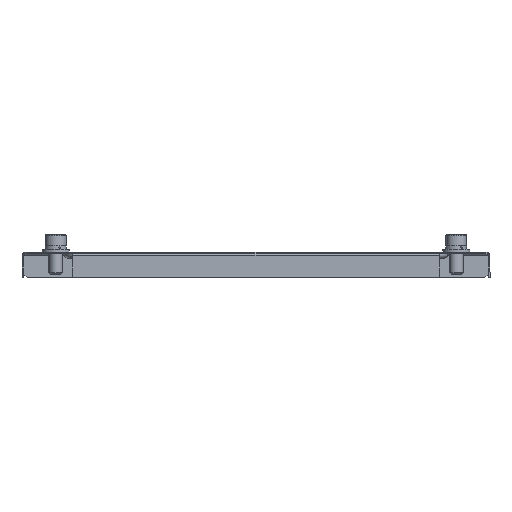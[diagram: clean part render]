
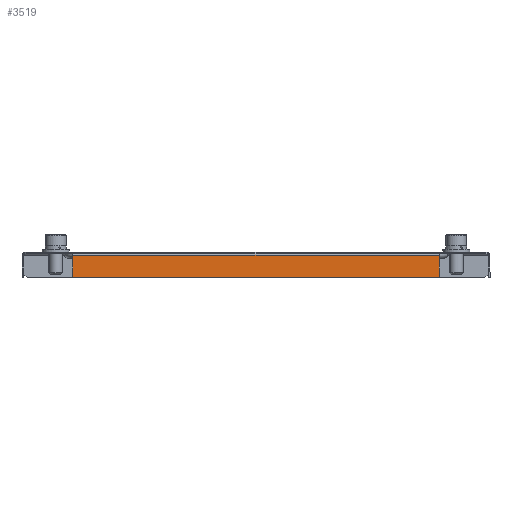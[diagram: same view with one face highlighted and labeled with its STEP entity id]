
A CAD part, front view. The second image highlights one B-rep face of the part: STEP entity #3519.
In plain terms, the highlighted planar face has unit normal (0, -1, 0).
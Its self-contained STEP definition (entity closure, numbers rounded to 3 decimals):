
#155 = ORIENTED_EDGE ( 'NONE', *, *, #2118, .T. ) ;
#253 = CARTESIAN_POINT ( 'NONE',  ( 160., -306.35, -2.8 ) ) ;
#286 = DIRECTION ( 'NONE',  ( 0., 1., 0. ) ) ;
#320 = ORIENTED_EDGE ( 'NONE', *, *, #4217, .F. ) ;
#366 = LINE ( 'NONE', #3795, #2634 ) ;
#599 = ORIENTED_EDGE ( 'NONE', *, *, #619, .T. ) ;
#619 = EDGE_CURVE ( 'NONE', #3306, #2899, #366, .T. ) ;
#644 = DIRECTION ( 'NONE',  ( 1., 0., 0. ) ) ;
#708 = EDGE_LOOP ( 'NONE', ( #320, #155, #1627, #599 ) ) ;
#941 = CARTESIAN_POINT ( 'NONE',  ( 0., -306.35, -2.8 ) ) ;
#1076 = VECTOR ( 'NONE', #1994, 1000. ) ;
#1259 = CARTESIAN_POINT ( 'NONE',  ( 160., -306.35, -22. ) ) ;
#1324 = CARTESIAN_POINT ( 'NONE',  ( 0., -306.35, 0. ) ) ;
#1349 = LINE ( 'NONE', #2722, #1737 ) ;
#1523 = VECTOR ( 'NONE', #644, 1000. ) ;
#1627 = ORIENTED_EDGE ( 'NONE', *, *, #3000, .T. ) ;
#1649 = PLANE ( 'NONE',  #2642 ) ;
#1689 = CARTESIAN_POINT ( 'NONE',  ( -160., -306.35, -22. ) ) ;
#1737 = VECTOR ( 'NONE', #3132, 1000. ) ;
#1885 = CARTESIAN_POINT ( 'NONE',  ( 160., -306.35, -22. ) ) ;
#1994 = DIRECTION ( 'NONE',  ( 1., 0., 0. ) ) ;
#2027 = FACE_OUTER_BOUND ( 'NONE', #708, .T. ) ;
#2118 = EDGE_CURVE ( 'NONE', #2971, #4418, #1349, .T. ) ;
#2353 = CARTESIAN_POINT ( 'NONE',  ( -160., -306.35, -2.8 ) ) ;
#2634 = VECTOR ( 'NONE', #3757, 1000. ) ;
#2642 = AXIS2_PLACEMENT_3D ( 'NONE', #1324, #286, #2978 ) ;
#2722 = CARTESIAN_POINT ( 'NONE',  ( -160., -306.35, -22. ) ) ;
#2899 = VERTEX_POINT ( 'NONE', #253 ) ;
#2971 = VERTEX_POINT ( 'NONE', #2353 ) ;
#2978 = DIRECTION ( 'NONE',  ( 0., 0., 1. ) ) ;
#3000 = EDGE_CURVE ( 'NONE', #4418, #3306, #4351, .T. ) ;
#3132 = DIRECTION ( 'NONE',  ( 0., 0., -1. ) ) ;
#3306 = VERTEX_POINT ( 'NONE', #1885 ) ;
#3519 = ADVANCED_FACE ( 'NONE', ( #2027 ), #1649, .F. ) ;
#3757 = DIRECTION ( 'NONE',  ( 0., 0., 1. ) ) ;
#3795 = CARTESIAN_POINT ( 'NONE',  ( 160., -306.35, -1.5 ) ) ;
#4217 = EDGE_CURVE ( 'NONE', #2971, #2899, #4350, .T. ) ;
#4350 = LINE ( 'NONE', #941, #1076 ) ;
#4351 = LINE ( 'NONE', #1259, #1523 ) ;
#4418 = VERTEX_POINT ( 'NONE', #1689 ) ;
